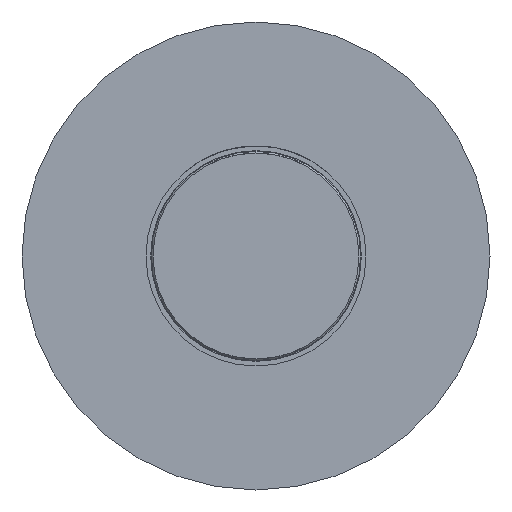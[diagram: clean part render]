
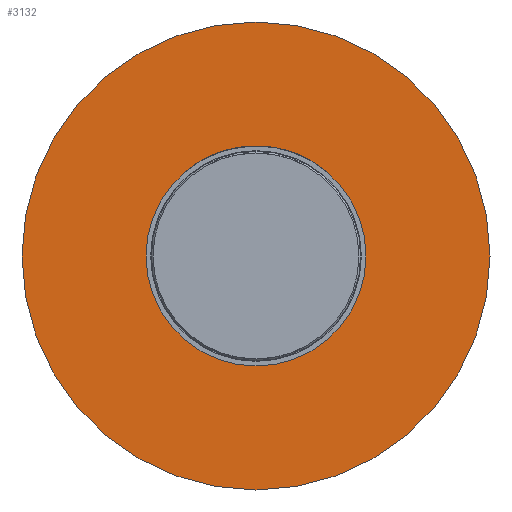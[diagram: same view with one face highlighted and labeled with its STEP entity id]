
A CAD part, front view. The second image highlights one B-rep face of the part: STEP entity #3132.
In plain terms, the highlighted planar face has unit normal (0, -1, 0).
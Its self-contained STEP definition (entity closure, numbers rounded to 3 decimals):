
#9 = ORIENTED_EDGE ( 'NONE', *, *, #2742, .T. ) ;
#79 = AXIS2_PLACEMENT_3D ( 'NONE', #1864, #2620, #3183 ) ;
#146 = ORIENTED_EDGE ( 'NONE', *, *, #1616, .F. ) ;
#164 = AXIS2_PLACEMENT_3D ( 'NONE', #2918, #2936, #2913 ) ;
#361 = VERTEX_POINT ( 'NONE', #3095 ) ;
#718 = CARTESIAN_POINT ( 'NONE',  ( 0., 38.1, 5. ) ) ;
#888 = PLANE ( 'NONE',  #79 ) ;
#1242 = DIRECTION ( 'NONE',  ( 0., -1., 0. ) ) ;
#1376 = CIRCLE ( 'NONE', #3358, 2. ) ;
#1402 = AXIS2_PLACEMENT_3D ( 'NONE', #1918, #4197, #2871 ) ;
#1589 = AXIS2_PLACEMENT_3D ( 'NONE', #3844, #1242, #2521 ) ;
#1616 = EDGE_CURVE ( 'Defeature ausgef�hrt1_2+Defeature ausgef�hrt1_3+Defeature ausgef�hrt1_3+Defeature ausgef�hrt1_3', #1829, #361, #4218, .T. ) ;
#1754 = VERTEX_POINT ( 'NONE', #2304 ) ;
#1829 = VERTEX_POINT ( 'NONE', #2324 ) ;
#1837 = DIRECTION ( 'NONE',  ( 0., -1., 0. ) ) ;
#1864 = CARTESIAN_POINT ( 'NONE',  ( 2., 38.1, 0. ) ) ;
#1918 = CARTESIAN_POINT ( 'NONE',  ( 0., 38.1, 0. ) ) ;
#2142 = CARTESIAN_POINT ( 'NONE',  ( 0., 38.1, 0. ) ) ;
#2147 = EDGE_LOOP ( 'NONE', ( #2773, #146 ) ) ;
#2304 = CARTESIAN_POINT ( 'NONE',  ( 0., 38.1, -5. ) ) ;
#2324 = CARTESIAN_POINT ( 'NONE',  ( 0., 38.1, 2. ) ) ;
#2470 = DIRECTION ( 'NONE',  ( 0., 0., -1. ) ) ;
#2521 = DIRECTION ( 'NONE',  ( 0., 0., -1. ) ) ;
#2620 = DIRECTION ( 'NONE',  ( 0., -1., 0. ) ) ;
#2652 = CIRCLE ( 'NONE', #164, 5. ) ;
#2694 = ORIENTED_EDGE ( 'NONE', *, *, #3597, .T. ) ;
#2742 = EDGE_CURVE ( 'Defeature ausgef�hrt1_3+Defeature ausgef�hrt1_4+Defeature ausgef�hrt1_4+Defeature ausgef�hrt1_4', #2830, #1754, #3581, .T. ) ;
#2773 = ORIENTED_EDGE ( 'NONE', *, *, #3544, .F. ) ;
#2830 = VERTEX_POINT ( 'NONE', #718 ) ;
#2871 = DIRECTION ( 'NONE',  ( 0., 0., -1. ) ) ;
#2910 = FACE_OUTER_BOUND ( 'NONE', #3056, .T. ) ;
#2913 = DIRECTION ( 'NONE',  ( 0., 0., -1. ) ) ;
#2918 = CARTESIAN_POINT ( 'NONE',  ( 0., 38.1, 0. ) ) ;
#2936 = DIRECTION ( 'NONE',  ( 0., -1., 0. ) ) ;
#3056 = EDGE_LOOP ( 'NONE', ( #2694, #9 ) ) ;
#3095 = CARTESIAN_POINT ( 'NONE',  ( 0., 38.1, -2. ) ) ;
#3132 = ADVANCED_FACE ( 'Defeature ausgef�hrt1_3', ( #2910, #3376 ), #888, .T. ) ;
#3183 = DIRECTION ( 'NONE',  ( 0., 0., -1. ) ) ;
#3358 = AXIS2_PLACEMENT_3D ( 'NONE', #2142, #1837, #2470 ) ;
#3376 = FACE_BOUND ( 'NONE', #2147, .T. ) ;
#3544 = EDGE_CURVE ( 'Defeature ausgef�hrt1_2+Defeature ausgef�hrt1_3+Defeature ausgef�hrt1_3+Defeature ausgef�hrt1_3', #361, #1829, #1376, .T. ) ;
#3581 = CIRCLE ( 'NONE', #1402, 5. ) ;
#3597 = EDGE_CURVE ( 'Defeature ausgef�hrt1_3+Defeature ausgef�hrt1_4+Defeature ausgef�hrt1_4+Defeature ausgef�hrt1_4', #1754, #2830, #2652, .T. ) ;
#3844 = CARTESIAN_POINT ( 'NONE',  ( 0., 38.1, 0. ) ) ;
#4197 = DIRECTION ( 'NONE',  ( 0., -1., 0. ) ) ;
#4218 = CIRCLE ( 'NONE', #1589, 2. ) ;
